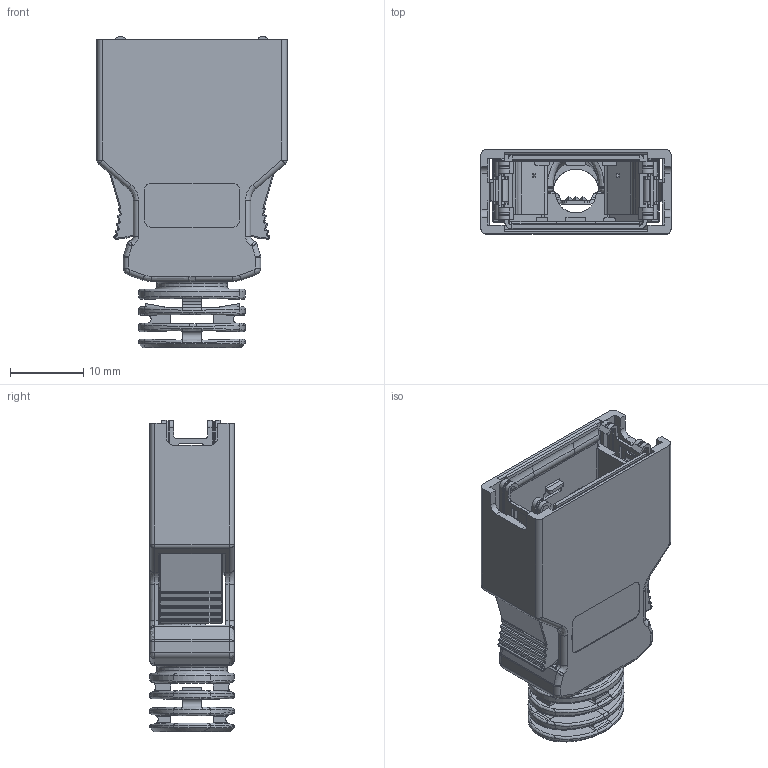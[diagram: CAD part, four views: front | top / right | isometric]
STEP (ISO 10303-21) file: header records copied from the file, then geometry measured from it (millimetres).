
FILE_DESCRIPTION( ('This file contains a STEP AP42 implementation' ,'as created by ZW3D STEP Interface translator.') ,'2;1' );
FILE_NAME( '6326M-014S00P00X.stp' ,'2311 7. 83749', (''), ('ZWCAD Software Co.'), 'Version 1.0', 'ZW3D to STEP translator', '' );
FILE_SCHEMA(('AUTOMOTIVE_DESIGN { 1 0 10303 214 1 1 1 1 }'));
Length unit declared in the file: millimetre
Products named in the file (1): 0
Bounding box: 25.9 x 11.5 x 42.38 mm (x, y, z)
Volume: 3540.8 mm3; surface area: 9904.9 mm2
Topology: 1 solids, 1 shells, 2407 faces, 6566 edges, 4083 vertices
Faces by surface type: bspline 1203, plane 906, cylinder 257, cone 33, sphere 8
Full cylindrical faces by diameter (mm): 1 x1, 6.3 x1, 9.55 x1
Entity records: 133061 total; most frequent: CARTESIAN_POINT 83870, ORIENTED_EDGE 13150, EDGE_CURVE 6575, B_SPLINE_CURVE_WITH_KNOTS 4642, DIRECTION 4602, VERTEX_POINT 4113, EDGE_LOOP 2470, FACE_OUTER_BOUND 2407
